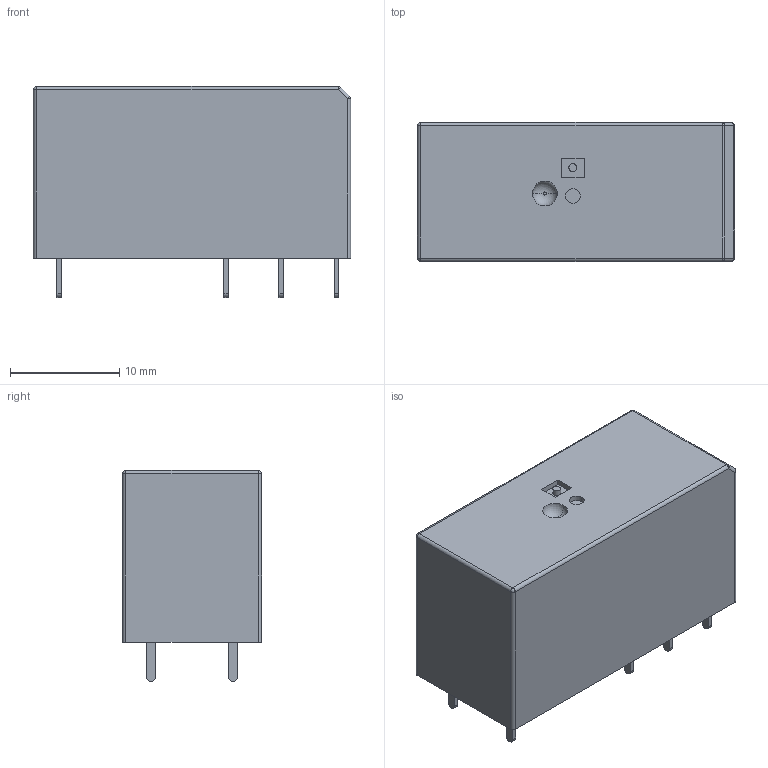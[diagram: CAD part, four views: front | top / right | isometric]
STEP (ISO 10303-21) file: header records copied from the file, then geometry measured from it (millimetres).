
FILE_DESCRIPTION (( 'STEP AP214' ), '1' );
FILE_NAME ('RELAY-TH_1-1393243-1.step', '2022-07-09T12:45:21', ( '' ), ( '' ), 'SwSTEP 2.0', 'SolidWorks 2020', '' );
FILE_SCHEMA (( 'AUTOMOTIVE_DESIGN' ));
Length unit declared in the file: millimetre
Products named in the file (1): RELAY-TH_1-1393243-1
Bounding box: 29 x 12.71 x 19.3 mm (x, y, z)
Volume: 5777.1 mm3; surface area: 2100.7 mm2
Topology: 1 solids, 1 shells, 369 faces, 975 edges, 640 vertices
Faces by surface type: plane 218, bspline 112, cylinder 31, sphere 6, torus 2
Entity records: 15406 total; most frequent: CARTESIAN_POINT 4083, ORIENTED_EDGE 1938, DIRECTION 1325, EDGE_CURVE 969, VECTOR 673, LINE 673, VERTEX_POINT 640, EDGE_LOOP 407
